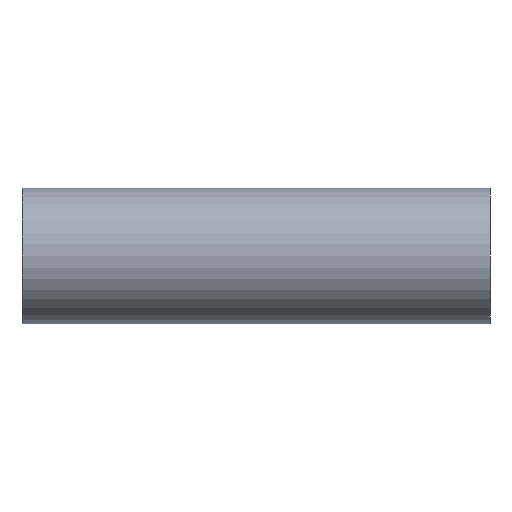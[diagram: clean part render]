
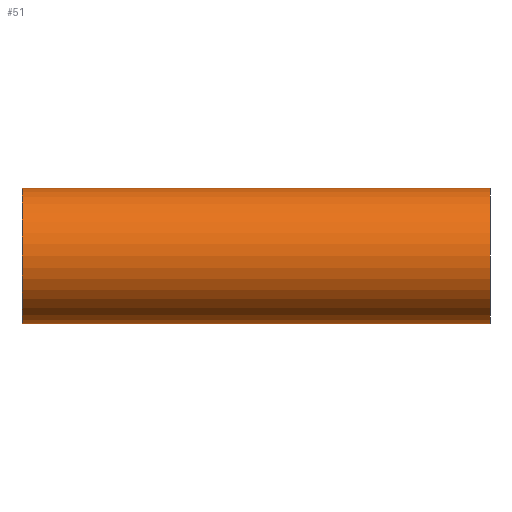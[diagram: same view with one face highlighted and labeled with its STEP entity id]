
A CAD part, left-side view. The second image highlights one B-rep face of the part: STEP entity #51.
In plain terms, the highlighted cylindrical face has radius 10.4 mm (diameter 20.8 mm), a partial arc.
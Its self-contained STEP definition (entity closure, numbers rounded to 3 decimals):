
#3 = AXIS2_PLACEMENT_3D ( 'NONE', #358, #1357, #1124 ) ;
#13 = CARTESIAN_POINT ( 'NONE',  ( 0., 72., -10.4 ) ) ;
#19 = CARTESIAN_POINT ( 'NONE',  ( 0., 72., -10.4 ) ) ;
#51 = ADVANCED_FACE ( 'NONE', ( #775 ), #1128, .T. ) ;
#122 = ORIENTED_EDGE ( 'NONE', *, *, #1346, .F. ) ;
#145 = DIRECTION ( 'NONE',  ( 0., -1., 0. ) ) ;
#150 = CIRCLE ( 'NONE', #3, 10.4 ) ;
#182 = ORIENTED_EDGE ( 'NONE', *, *, #1318, .T. ) ;
#194 = CARTESIAN_POINT ( 'NONE',  ( 0., 72., 10.4 ) ) ;
#232 = CARTESIAN_POINT ( 'NONE',  ( 0., 0., 10.4 ) ) ;
#290 = LINE ( 'NONE', #19, #1437 ) ;
#358 = CARTESIAN_POINT ( 'NONE',  ( 0., 0., 0. ) ) ;
#372 = DIRECTION ( 'NONE',  ( 0., 0., -1. ) ) ;
#379 = EDGE_LOOP ( 'NONE', ( #122, #1436, #924, #182 ) ) ;
#513 = EDGE_CURVE ( 'NONE', #771, #714, #790, .T. ) ;
#515 = AXIS2_PLACEMENT_3D ( 'NONE', #1138, #145, #372 ) ;
#533 = CARTESIAN_POINT ( 'NONE',  ( 0., 72., 0. ) ) ;
#714 = VERTEX_POINT ( 'NONE', #194 ) ;
#732 = VERTEX_POINT ( 'NONE', #868 ) ;
#771 = VERTEX_POINT ( 'NONE', #13 ) ;
#775 = FACE_OUTER_BOUND ( 'NONE', #379, .T. ) ;
#790 = CIRCLE ( 'NONE', #936, 10.4 ) ;
#801 = DIRECTION ( 'NONE',  ( 0., -1., 0. ) ) ;
#862 = DIRECTION ( 'NONE',  ( 0., 1., 0. ) ) ;
#868 = CARTESIAN_POINT ( 'NONE',  ( 0., 0., -10.4 ) ) ;
#924 = ORIENTED_EDGE ( 'NONE', *, *, #1116, .T. ) ;
#936 = AXIS2_PLACEMENT_3D ( 'NONE', #533, #862, #970 ) ;
#970 = DIRECTION ( 'NONE',  ( 0., 0., 1. ) ) ;
#1002 = DIRECTION ( 'NONE',  ( 0., -1., 0. ) ) ;
#1018 = CARTESIAN_POINT ( 'NONE',  ( 0., 72., 10.4 ) ) ;
#1116 = EDGE_CURVE ( 'NONE', #771, #732, #290, .T. ) ;
#1124 = DIRECTION ( 'NONE',  ( 0., 0., 1. ) ) ;
#1128 = CYLINDRICAL_SURFACE ( 'NONE', #515, 10.4 ) ;
#1138 = CARTESIAN_POINT ( 'NONE',  ( 0., 72., 0. ) ) ;
#1223 = VERTEX_POINT ( 'NONE', #232 ) ;
#1318 = EDGE_CURVE ( 'NONE', #732, #1223, #150, .T. ) ;
#1327 = LINE ( 'NONE', #1018, #1339 ) ;
#1339 = VECTOR ( 'NONE', #801, 1000. ) ;
#1346 = EDGE_CURVE ( 'NONE', #714, #1223, #1327, .T. ) ;
#1357 = DIRECTION ( 'NONE',  ( 0., 1., 0. ) ) ;
#1436 = ORIENTED_EDGE ( 'NONE', *, *, #513, .F. ) ;
#1437 = VECTOR ( 'NONE', #1002, 1000. ) ;
